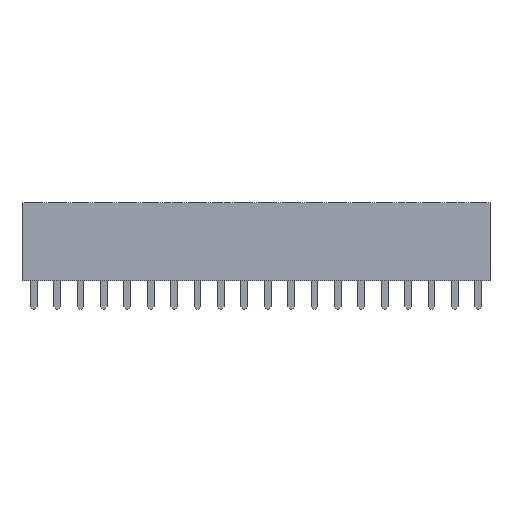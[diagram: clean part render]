
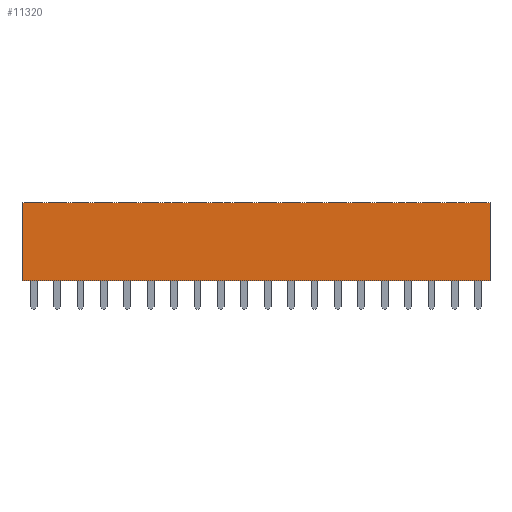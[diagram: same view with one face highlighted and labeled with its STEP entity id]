
A CAD part, front view. The second image highlights one B-rep face of the part: STEP entity #11320.
In plain terms, the highlighted planar face has unit normal (0, -1, 0).
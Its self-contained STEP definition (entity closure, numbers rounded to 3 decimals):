
#348=FACE_OUTER_BOUND('',#1068,.T.);
#1068=EDGE_LOOP('',(#8195,#8196,#8197,#8198));
#1637=LINE('',#15663,#3205);
#1722=LINE('',#15834,#3290);
#2005=LINE('',#16417,#3573);
#2009=LINE('',#16424,#3577);
#3205=VECTOR('',#12676,10.);
#3290=VECTOR('',#12769,10.);
#3573=VECTOR('',#13366,10.);
#3577=VECTOR('',#13374,10.);
#4755=VERTEX_POINT('',#15660);
#4756=VERTEX_POINT('',#15662);
#4838=VERTEX_POINT('',#15833);
#4981=VERTEX_POINT('',#16416);
#5765=EDGE_CURVE('',#4755,#4756,#1637,.T.);
#5850=EDGE_CURVE('',#4756,#4838,#1722,.T.);
#6133=EDGE_CURVE('',#4981,#4838,#2005,.T.);
#6137=EDGE_CURVE('',#4981,#4755,#2009,.T.);
#8195=ORIENTED_EDGE('',*,*,#6133,.T.);
#8196=ORIENTED_EDGE('',*,*,#5850,.F.);
#8197=ORIENTED_EDGE('',*,*,#5765,.F.);
#8198=ORIENTED_EDGE('',*,*,#6137,.F.);
#10620=PLANE('',#12076);
#11320=ADVANCED_FACE('',(#348),#10620,.T.);
#12076=AXIS2_PLACEMENT_3D('',#16493,#13446,#13447);
#12676=DIRECTION('',(1.,0.,0.));
#12769=DIRECTION('',(0.,0.,-1.));
#13366=DIRECTION('',(1.,0.,0.));
#13374=DIRECTION('',(0.,0.,1.));
#13446=DIRECTION('center_axis',(0.,-1.,0.));
#13447=DIRECTION('ref_axis',(1.,0.,0.));
#15660=CARTESIAN_POINT('',(-25.4,-2.52,8.6));
#15662=CARTESIAN_POINT('',(25.4,-2.52,8.6));
#15663=CARTESIAN_POINT('',(-25.4,-2.52,8.6));
#15833=CARTESIAN_POINT('',(25.4,-2.52,0.1));
#15834=CARTESIAN_POINT('',(25.4,-2.52,0.1));
#16416=CARTESIAN_POINT('',(-25.4,-2.52,0.1));
#16417=CARTESIAN_POINT('',(-25.4,-2.52,0.1));
#16424=CARTESIAN_POINT('',(-25.4,-2.52,0.1));
#16493=CARTESIAN_POINT('Origin',(-25.4,-2.52,0.1));
